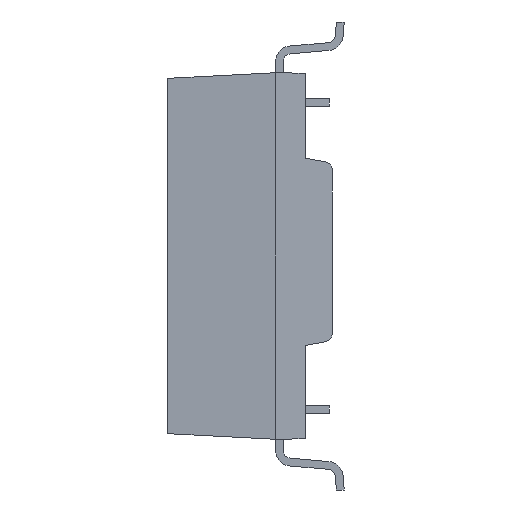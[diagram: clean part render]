
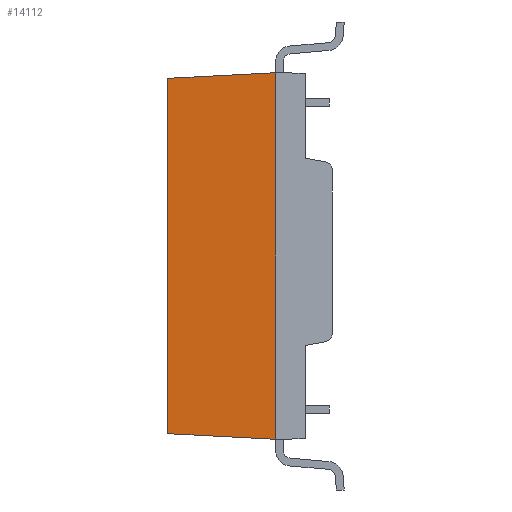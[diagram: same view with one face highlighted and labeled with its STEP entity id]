
A CAD part, left-side view. The second image highlights one B-rep face of the part: STEP entity #14112.
In plain terms, the highlighted planar face has unit normal (-0.999, 0.052, 0).
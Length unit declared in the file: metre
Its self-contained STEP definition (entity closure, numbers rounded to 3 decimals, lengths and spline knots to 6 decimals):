
#586=PLANE('',#15179);
#4590=ORIENTED_EDGE('',*,*,#6880,.F.);
#4591=ORIENTED_EDGE('',*,*,#6881,.F.);
#4592=ORIENTED_EDGE('',*,*,#6877,.T.);
#4593=ORIENTED_EDGE('',*,*,#6882,.F.);
#6877=EDGE_CURVE('',#8256,#8257,#9889,.T.);
#6880=EDGE_CURVE('',#8258,#8259,#9892,.T.);
#6881=EDGE_CURVE('',#8256,#8258,#9893,.T.);
#6882=EDGE_CURVE('',#8259,#8257,#9894,.T.);
#8256=VERTEX_POINT('',#22962);
#8257=VERTEX_POINT('',#22963);
#8258=VERTEX_POINT('',#22968);
#8259=VERTEX_POINT('',#22969);
#9889=LINE('',#22961,#11577);
#9892=LINE('',#22967,#11580);
#9893=LINE('',#22970,#11581);
#9894=LINE('',#22971,#11582);
#11577=VECTOR('',#18888,1.);
#11580=VECTOR('',#18893,1.);
#11581=VECTOR('',#18894,1.);
#11582=VECTOR('',#18895,1.);
#12424=EDGE_LOOP('',(#4590,#4591,#4592,#4593));
#13206=FACE_BOUND('',#12424,.T.);
#14112=ADVANCED_FACE('',(#13206),#586,.F.);
#15179=AXIS2_PLACEMENT_3D('',#22966,#18891,#18892);
#18888=DIRECTION('',(0.,0.,1.));
#18891=DIRECTION('',(0.999,-0.052,0.));
#18892=DIRECTION('',(0.052,0.999,0.));
#18893=DIRECTION('',(0.,0.,1.));
#18894=DIRECTION('',(0.052,0.997,0.052));
#18895=DIRECTION('',(-0.052,-0.997,0.052));
#22961=CARTESIAN_POINT('',(-0.01397,0.000965,-0.005969));
#22962=CARTESIAN_POINT('',(-0.01397,0.000965,-0.005969));
#22963=CARTESIAN_POINT('',(-0.01397,0.000965,0.005969));
#22966=CARTESIAN_POINT('',(-0.01397,0.000965,-0.012319));
#22967=CARTESIAN_POINT('',(-0.013786,0.00447,-0.005785));
#22968=CARTESIAN_POINT('',(-0.013786,0.00447,-0.005785));
#22969=CARTESIAN_POINT('',(-0.013786,0.00447,0.005785));
#22970=CARTESIAN_POINT('',(-0.01397,0.000965,-0.005969));
#22971=CARTESIAN_POINT('',(-0.013786,0.00447,0.005785));
